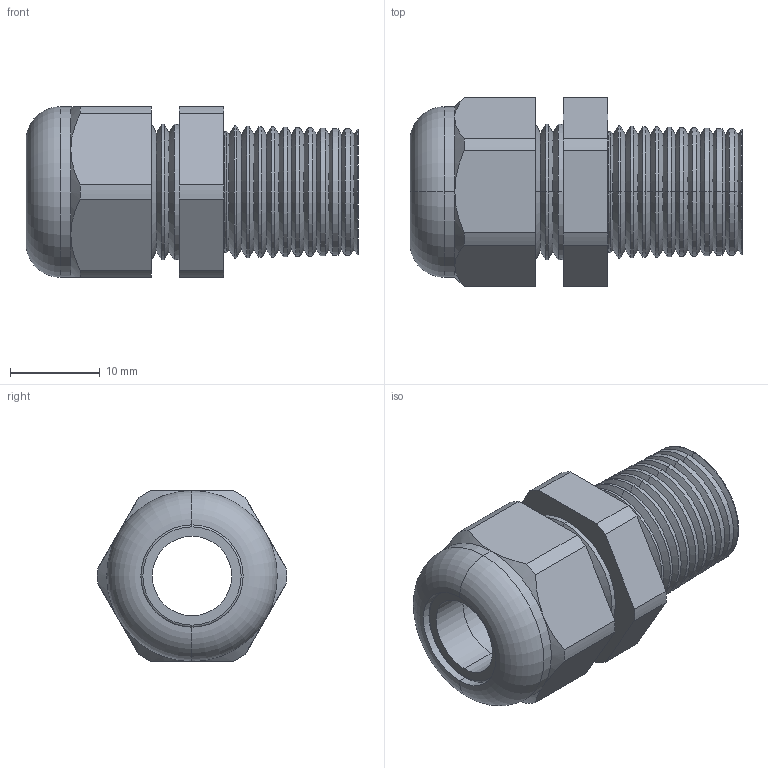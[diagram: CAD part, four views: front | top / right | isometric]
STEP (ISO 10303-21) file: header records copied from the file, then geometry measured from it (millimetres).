
FILE_DESCRIPTION (( 'STEP AP203' ), '1' );
FILE_NAME ('CD09CA-GY.STEP', '2008-05-24T04:05:58', ( 'Baystate01' ), ( 'Baystate' ), 'SwSTEP 2.0', 'SolidWorks 2007', '' );
FILE_SCHEMA (( 'CONFIG_CONTROL_DESIGN' ));
Length unit declared in the file: inch
Products named in the file (1): CD09CA-GY
Bounding box: 37.08 x 21.14 x 19.05 mm (x, y, z)
Volume: 5567.7 mm3; surface area: 4691.5 mm2
Topology: 2 solids, 2 shells, 135 faces, 290 edges, 162 vertices
Faces by surface type: cone 86, cylinder 22, plane 19, torus 8
Entity records: 3731 total; most frequent: DIRECTION 696, CARTESIAN_POINT 660, ORIENTED_EDGE 580, EDGE_CURVE 290, AXIS2_PLACEMENT_3D 282, VERTEX_POINT 162, CIRCLE 146, EDGE_LOOP 142
